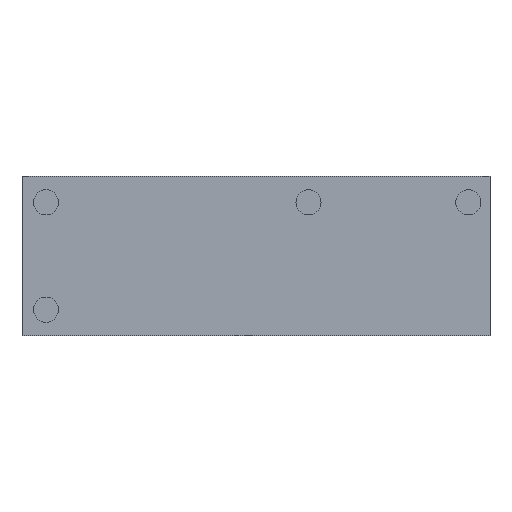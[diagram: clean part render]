
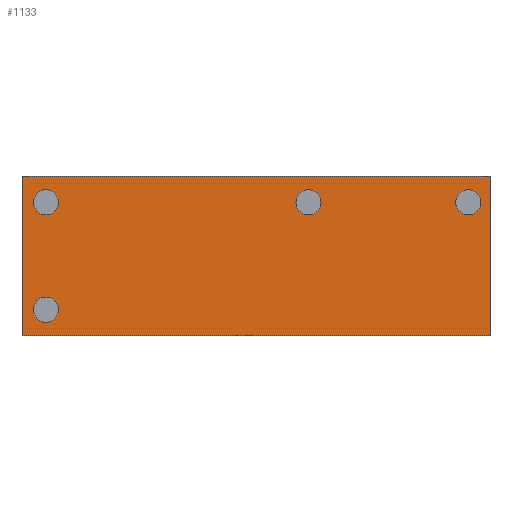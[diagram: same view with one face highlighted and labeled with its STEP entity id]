
A CAD part, front view. The second image highlights one B-rep face of the part: STEP entity #1133.
In plain terms, the highlighted planar face has unit normal (0, -1, 0).
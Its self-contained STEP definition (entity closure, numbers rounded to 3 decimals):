
#432 = ORIENTED_EDGE ( 'NONE', *, *, #14777, .T. ) ;
#527 = CIRCLE ( 'NONE', #5168, 0.55 ) ;
#546 = LINE ( 'NONE', #16437, #7802 ) ;
#874 = EDGE_LOOP ( 'NONE', ( #2474, #12304 ) ) ;
#897 = EDGE_CURVE ( 'NONE', #3080, #12631, #546, .T. ) ;
#1038 = EDGE_CURVE ( 'NONE', #9538, #11080, #11399, .T. ) ;
#1117 = AXIS2_PLACEMENT_3D ( 'NONE', #4169, #7959, #11922 ) ;
#1119 = DIRECTION ( 'NONE',  ( 0., -1., 0. ) ) ;
#1133 = ADVANCED_FACE ( 'NONE', ( #7900, #2750, #13219, #15723, #1369 ), #1453, .F. ) ;
#1135 = EDGE_CURVE ( 'NONE', #6022, #8393, #2373, .T. ) ;
#1369 = FACE_OUTER_BOUND ( 'NONE', #15675, .T. ) ;
#1453 = PLANE ( 'NONE',  #8402 ) ;
#1498 = AXIS2_PLACEMENT_3D ( 'NONE', #13456, #3237, #8390 ) ;
#1768 = CARTESIAN_POINT ( 'NONE',  ( -2.572, -8.861, 1.15 ) ) ;
#1864 = ORIENTED_EDGE ( 'NONE', *, *, #10271, .F. ) ;
#2179 = CARTESIAN_POINT ( 'NONE',  ( 9.478, -8.861, 5.85 ) ) ;
#2290 = VECTOR ( 'NONE', #9106, 1000. ) ;
#2323 = ORIENTED_EDGE ( 'NONE', *, *, #9098, .F. ) ;
#2373 = LINE ( 'NONE', #9054, #12256 ) ;
#2474 = ORIENTED_EDGE ( 'NONE', *, *, #3816, .F. ) ;
#2528 = CARTESIAN_POINT ( 'NONE',  ( -2.572, -8.861, 1.15 ) ) ;
#2646 = CIRCLE ( 'NONE', #13893, 0.55 ) ;
#2750 = FACE_BOUND ( 'NONE', #7843, .T. ) ;
#2836 = VERTEX_POINT ( 'NONE', #12421 ) ;
#3080 = VERTEX_POINT ( 'NONE', #4058 ) ;
#3237 = DIRECTION ( 'NONE',  ( 0., -1., 0. ) ) ;
#3414 = CARTESIAN_POINT ( 'NONE',  ( 16.878, -8.861, 7. ) ) ;
#3504 = CIRCLE ( 'NONE', #8704, 0.55 ) ;
#3508 = DIRECTION ( 'NONE',  ( 0., -1., 0. ) ) ;
#3816 = EDGE_CURVE ( 'NONE', #13223, #9595, #5642, .T. ) ;
#3899 = CIRCLE ( 'NONE', #5305, 0.55 ) ;
#4048 = LINE ( 'NONE', #10667, #2290 ) ;
#4058 = CARTESIAN_POINT ( 'NONE',  ( -3.622, -8.861, 7. ) ) ;
#4169 = CARTESIAN_POINT ( 'NONE',  ( 8.928, -8.861, 5.85 ) ) ;
#4411 = CARTESIAN_POINT ( 'NONE',  ( -2.022, -8.861, 5.85 ) ) ;
#4572 = ORIENTED_EDGE ( 'NONE', *, *, #11395, .F. ) ;
#4710 = DIRECTION ( 'NONE',  ( -1., 0., 0. ) ) ;
#4872 = DIRECTION ( 'NONE',  ( 1., 0., 0. ) ) ;
#5168 = AXIS2_PLACEMENT_3D ( 'NONE', #2528, #8875, #16999 ) ;
#5305 = AXIS2_PLACEMENT_3D ( 'NONE', #8137, #15882, #10700 ) ;
#5642 = CIRCLE ( 'NONE', #10003, 0.55 ) ;
#6022 = VERTEX_POINT ( 'NONE', #14282 ) ;
#6109 = CARTESIAN_POINT ( 'NONE',  ( -2.022, -8.861, 1.15 ) ) ;
#6360 = CARTESIAN_POINT ( 'NONE',  ( -3.122, -8.861, 5.85 ) ) ;
#6458 = EDGE_CURVE ( 'NONE', #2836, #8992, #527, .T. ) ;
#6959 = EDGE_LOOP ( 'NONE', ( #13134, #12160 ) ) ;
#7081 = CARTESIAN_POINT ( 'NONE',  ( 8.928, -8.861, 5.85 ) ) ;
#7119 = CARTESIAN_POINT ( 'NONE',  ( 16.878, -8.861, 0. ) ) ;
#7639 = CARTESIAN_POINT ( 'NONE',  ( -2.572, -8.861, 5.85 ) ) ;
#7802 = VECTOR ( 'NONE', #13822, 1000. ) ;
#7843 = EDGE_LOOP ( 'NONE', ( #9590, #1864 ) ) ;
#7900 = FACE_BOUND ( 'NONE', #12849, .T. ) ;
#7942 = CARTESIAN_POINT ( 'NONE',  ( 15.378, -8.861, 5.85 ) ) ;
#7959 = DIRECTION ( 'NONE',  ( 0., -1., 0. ) ) ;
#8137 = CARTESIAN_POINT ( 'NONE',  ( 15.928, -8.861, 5.85 ) ) ;
#8325 = CARTESIAN_POINT ( 'NONE',  ( 16.478, -8.861, 5.85 ) ) ;
#8390 = DIRECTION ( 'NONE',  ( -1., 0., 0. ) ) ;
#8393 = VERTEX_POINT ( 'NONE', #7119 ) ;
#8402 = AXIS2_PLACEMENT_3D ( 'NONE', #16824, #9133, #8801 ) ;
#8531 = EDGE_CURVE ( 'NONE', #9595, #13223, #16225, .T. ) ;
#8704 = AXIS2_PLACEMENT_3D ( 'NONE', #1768, #12170, #12343 ) ;
#8801 = DIRECTION ( 'NONE',  ( -1., 0., 0. ) ) ;
#8875 = DIRECTION ( 'NONE',  ( 0., -1., 0. ) ) ;
#8992 = VERTEX_POINT ( 'NONE', #6109 ) ;
#9054 = CARTESIAN_POINT ( 'NONE',  ( -3.622, -8.861, 0. ) ) ;
#9098 = EDGE_CURVE ( 'NONE', #12631, #8393, #16576, .T. ) ;
#9106 = DIRECTION ( 'NONE',  ( 0., 0., -1. ) ) ;
#9133 = DIRECTION ( 'NONE',  ( 0., 1., 0. ) ) ;
#9253 = CARTESIAN_POINT ( 'NONE',  ( 8.378, -8.861, 5.85 ) ) ;
#9538 = VERTEX_POINT ( 'NONE', #4411 ) ;
#9590 = ORIENTED_EDGE ( 'NONE', *, *, #14182, .F. ) ;
#9595 = VERTEX_POINT ( 'NONE', #2179 ) ;
#10003 = AXIS2_PLACEMENT_3D ( 'NONE', #7081, #16287, #12248 ) ;
#10271 = EDGE_CURVE ( 'NONE', #13424, #14573, #2646, .T. ) ;
#10607 = CARTESIAN_POINT ( 'NONE',  ( 16.878, -8.861, 7. ) ) ;
#10667 = CARTESIAN_POINT ( 'NONE',  ( -3.622, -8.861, 7. ) ) ;
#10700 = DIRECTION ( 'NONE',  ( -1., 0., 0. ) ) ;
#11080 = VERTEX_POINT ( 'NONE', #6360 ) ;
#11313 = CARTESIAN_POINT ( 'NONE',  ( 15.928, -8.861, 5.85 ) ) ;
#11395 = EDGE_CURVE ( 'NONE', #8992, #2836, #3504, .T. ) ;
#11399 = CIRCLE ( 'NONE', #16103, 0.55 ) ;
#11922 = DIRECTION ( 'NONE',  ( -1., 0., 0. ) ) ;
#12160 = ORIENTED_EDGE ( 'NONE', *, *, #1038, .F. ) ;
#12170 = DIRECTION ( 'NONE',  ( 0., -1., 0. ) ) ;
#12248 = DIRECTION ( 'NONE',  ( -1., 0., 0. ) ) ;
#12256 = VECTOR ( 'NONE', #4872, 1000. ) ;
#12304 = ORIENTED_EDGE ( 'NONE', *, *, #8531, .F. ) ;
#12343 = DIRECTION ( 'NONE',  ( -1., 0., 0. ) ) ;
#12375 = ORIENTED_EDGE ( 'NONE', *, *, #897, .F. ) ;
#12421 = CARTESIAN_POINT ( 'NONE',  ( -3.122, -8.861, 1.15 ) ) ;
#12631 = VERTEX_POINT ( 'NONE', #10607 ) ;
#12849 = EDGE_LOOP ( 'NONE', ( #14080, #4572 ) ) ;
#13134 = ORIENTED_EDGE ( 'NONE', *, *, #15724, .F. ) ;
#13219 = FACE_BOUND ( 'NONE', #874, .T. ) ;
#13223 = VERTEX_POINT ( 'NONE', #9253 ) ;
#13424 = VERTEX_POINT ( 'NONE', #8325 ) ;
#13456 = CARTESIAN_POINT ( 'NONE',  ( -2.572, -8.861, 5.85 ) ) ;
#13822 = DIRECTION ( 'NONE',  ( 1., 0., 0. ) ) ;
#13893 = AXIS2_PLACEMENT_3D ( 'NONE', #11313, #3508, #4710 ) ;
#13905 = ORIENTED_EDGE ( 'NONE', *, *, #1135, .T. ) ;
#14080 = ORIENTED_EDGE ( 'NONE', *, *, #6458, .F. ) ;
#14105 = CIRCLE ( 'NONE', #1498, 0.55 ) ;
#14182 = EDGE_CURVE ( 'NONE', #14573, #13424, #3899, .T. ) ;
#14282 = CARTESIAN_POINT ( 'NONE',  ( -3.622, -8.861, 0. ) ) ;
#14573 = VERTEX_POINT ( 'NONE', #7942 ) ;
#14777 = EDGE_CURVE ( 'NONE', #3080, #6022, #4048, .T. ) ;
#15396 = VECTOR ( 'NONE', #16416, 1000. ) ;
#15675 = EDGE_LOOP ( 'NONE', ( #13905, #2323, #12375, #432 ) ) ;
#15723 = FACE_BOUND ( 'NONE', #6959, .T. ) ;
#15724 = EDGE_CURVE ( 'NONE', #11080, #9538, #14105, .T. ) ;
#15882 = DIRECTION ( 'NONE',  ( 0., -1., 0. ) ) ;
#16103 = AXIS2_PLACEMENT_3D ( 'NONE', #7639, #1119, #16949 ) ;
#16225 = CIRCLE ( 'NONE', #1117, 0.55 ) ;
#16287 = DIRECTION ( 'NONE',  ( 0., -1., 0. ) ) ;
#16416 = DIRECTION ( 'NONE',  ( 0., 0., -1. ) ) ;
#16437 = CARTESIAN_POINT ( 'NONE',  ( -3.622, -8.861, 7. ) ) ;
#16576 = LINE ( 'NONE', #3414, #15396 ) ;
#16824 = CARTESIAN_POINT ( 'NONE',  ( -3.622, -8.861, 7. ) ) ;
#16949 = DIRECTION ( 'NONE',  ( -1., 0., 0. ) ) ;
#16999 = DIRECTION ( 'NONE',  ( -1., 0., 0. ) ) ;
